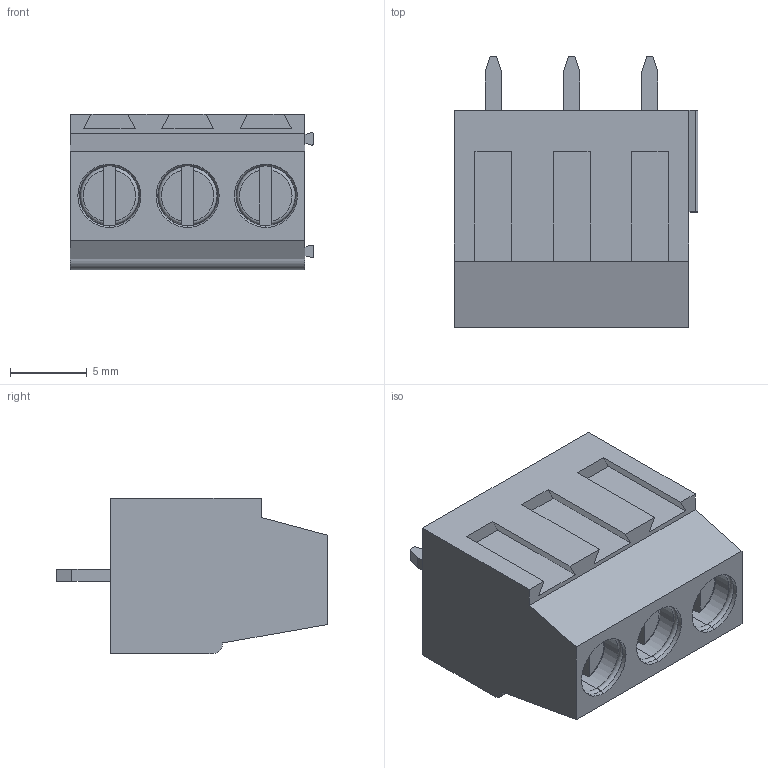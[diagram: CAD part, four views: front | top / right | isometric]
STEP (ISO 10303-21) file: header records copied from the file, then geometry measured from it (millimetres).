
FILE_DESCRIPTION((''),'2;1');
FILE_NAME('DB128L-508-2P','2022-06-03T',('86134'),(''),'PRO/ENGINEER BY PARAMETRIC TECHNOLOGY CORPORATION, 2010280','PRO/ENGINEER BY PARAMETRIC TECHNOLOGY CORPORATION, 2010280','');
FILE_SCHEMA(('CONFIG_CONTROL_DESIGN'));
Length unit declared in the file: millimetre
Products named in the file (1): DB128L-508-2P
Bounding box: 15.81 x 17.6 x 10.1 mm (x, y, z)
Volume: 1739.4 mm3; surface area: 1442.7 mm2
Topology: 1 solids, 13 shells, 314 faces, 772 edges, 509 vertices
Faces by surface type: plane 213, cylinder 57, torus 18, cone 12, extrusion 8, bspline 6
Entity records: 10280 total; most frequent: CARTESIAN_POINT 2804, ORIENTED_EDGE 1544, DIRECTION 1488, EDGE_CURVE 772, VECTOR 526, LINE 518, VERTEX_POINT 509, AXIS2_PLACEMENT_3D 481
